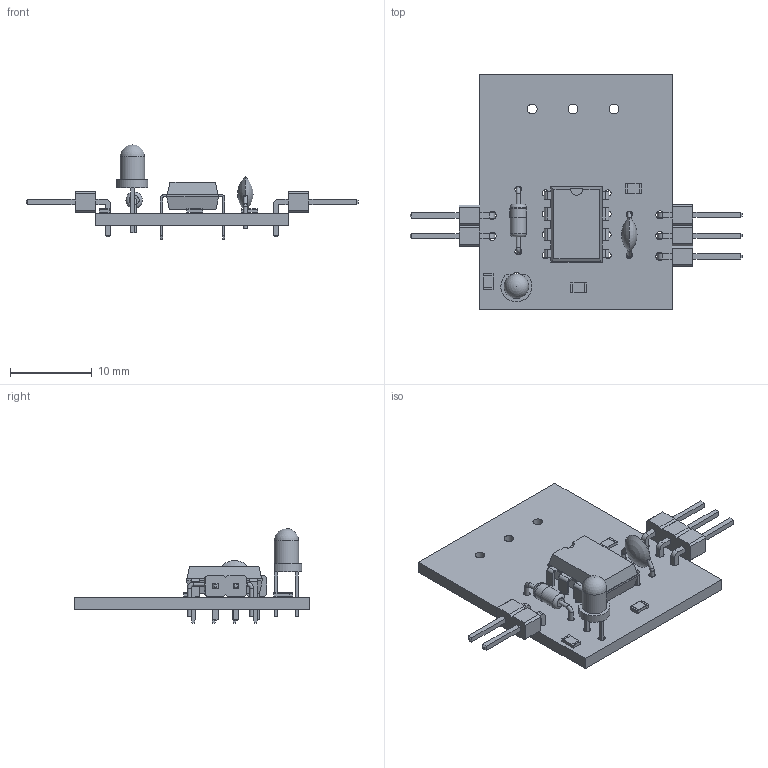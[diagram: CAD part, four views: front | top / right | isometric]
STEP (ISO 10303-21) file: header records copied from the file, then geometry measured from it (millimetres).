
FILE_DESCRIPTION(('KiCad electronic assembly'),'2;1');
FILE_NAME('Servo Motor Tester.step','2026-01-06T18:44:36',('Pcbnew'),( 'Kicad'),'Open CASCADE STEP processor 7.9','KiCad to STEP converter' ,'Unknown');
FILE_SCHEMA(('AUTOMOTIVE_DESIGN { 1 0 10303 214 1 1 1 1 }'));
Length unit declared in the file: millimetre
Products named in the file (9): Servo Motor Tester 1; PinHeader_1x02_P2.54mm_Horizontal; LED_D3.0mm; R_0805_2012Metric; PinHeader_1x03_P2.54mm_Horizontal; D_DO-35_SOD27_P7.62mm_Horizontal; DIP-8_W7.62mm; C_Disc_D4.3mm_W1.9mm_P5.00mm; Servo Motor Tester_PCB
Assembly tree (10 placements, depth 2):
  Servo Motor Tester 1
    PinHeader_1x02_P2.54mm_Horizontal
    LED_D3.0mm
    R_0805_2012Metric  x3
    PinHeader_1x03_P2.54mm_Horizontal
    D_DO-35_SOD27_P7.62mm_Horizontal
    DIP-8_W7.62mm
    C_Disc_D4.3mm_W1.9mm_P5.00mm
    Servo Motor Tester_PCB
Bounding box: 40.6 x 28.83 x 11.6 mm (x, y, z)
Volume: 1368.7 mm3; surface area: 2390.7 mm2
Topology: 11 solids, 11 shells, 439 faces, 1111 edges, 705 vertices
Faces by surface type: plane 330, cylinder 80, bspline 20, torus 4, sphere 3, revolution 2
Full cylindrical faces by diameter (mm): 0.5 x7, 0.8 x12, 0.9 x2, 1 x5, 1.2 x3, 2 x2, 2.02 x1, 3 x1
Entity records: 14647 total; most frequent: CARTESIAN_POINT 2596, ORIENTED_EDGE 1948, DIRECTION 1851, EDGE_CURVE 974, LINE 805, VECTOR 805, VERTEX_POINT 620, AXIS2_PLACEMENT_3D 522
